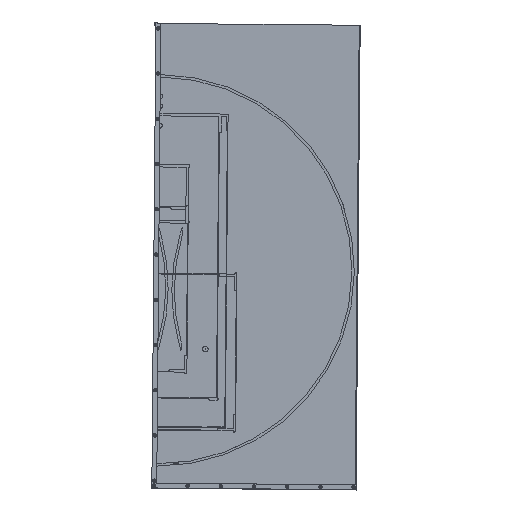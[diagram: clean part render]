
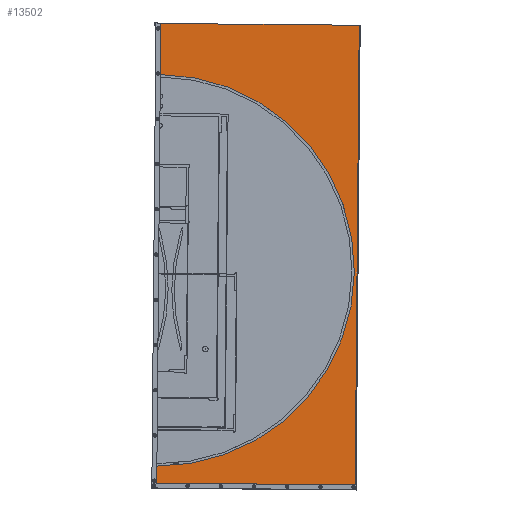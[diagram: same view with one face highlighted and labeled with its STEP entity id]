
A CAD part, top view. The second image highlights one B-rep face of the part: STEP entity #13502.
In plain terms, the highlighted planar face has unit normal (0, 0, 1).
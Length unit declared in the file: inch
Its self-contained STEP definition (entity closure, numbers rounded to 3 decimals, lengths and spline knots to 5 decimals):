
#1579=LINE('',#26536,#2780);
#1583=LINE('',#26544,#2784);
#1586=LINE('',#26550,#2787);
#1589=LINE('',#26556,#2790);
#1593=LINE('',#26567,#2794);
#2780=VECTOR('',#19236,0.3937);
#2784=VECTOR('',#19242,0.3937);
#2787=VECTOR('',#19247,0.3937);
#2790=VECTOR('',#19252,0.3937);
#2794=VECTOR('',#19264,0.3937);
#4057=FACE_OUTER_BOUND('',#4994,.T.);
#4994=EDGE_LOOP('',(#12359,#12360,#12361,#12362,#12363,#12364));
#5516=CIRCLE('',#15214,40.25);
#6752=VERTEX_POINT('',#26534);
#6753=VERTEX_POINT('',#26535);
#6756=VERTEX_POINT('',#26543);
#6758=VERTEX_POINT('',#26549);
#6760=VERTEX_POINT('',#26555);
#6762=VERTEX_POINT('',#26561);
#8615=EDGE_CURVE('',#6752,#6753,#1579,.T.);
#8619=EDGE_CURVE('',#6756,#6752,#1583,.T.);
#8622=EDGE_CURVE('',#6758,#6756,#1586,.T.);
#8625=EDGE_CURVE('',#6760,#6758,#1589,.T.);
#8628=EDGE_CURVE('',#6762,#6760,#5516,.T.);
#8631=EDGE_CURVE('',#6753,#6762,#1593,.T.);
#12359=ORIENTED_EDGE('',*,*,#8631,.F.);
#12360=ORIENTED_EDGE('',*,*,#8615,.F.);
#12361=ORIENTED_EDGE('',*,*,#8619,.F.);
#12362=ORIENTED_EDGE('',*,*,#8622,.F.);
#12363=ORIENTED_EDGE('',*,*,#8625,.F.);
#12364=ORIENTED_EDGE('',*,*,#8628,.F.);
#12769=PLANE('',#15217);
#13502=ADVANCED_FACE('',(#4057),#12769,.T.);
#15214=AXIS2_PLACEMENT_3D('',#26562,#19257,#19258);
#15217=AXIS2_PLACEMENT_3D('',#26569,#19266,#19267);
#19236=DIRECTION('',(-1.,0.009,0.));
#19242=DIRECTION('',(-0.009,-1.,0.));
#19247=DIRECTION('',(1.,-0.009,0.));
#19252=DIRECTION('',(0.009,1.,0.));
#19257=DIRECTION('center_axis',(0.,0.,
1.));
#19258=DIRECTION('ref_axis',(-0.009,-1.,0.));
#19264=DIRECTION('',(0.009,1.,0.));
#19266=DIRECTION('center_axis',(0.,0.,
1.));
#19267=DIRECTION('ref_axis',(-1.,0.009,0.));
#26534=CARTESIAN_POINT('',(82.39205,36.6568,21.70433));
#26535=CARTESIAN_POINT('',(41.59363,37.01627,21.70433));
#26536=CARTESIAN_POINT('',(82.39205,36.6568,21.70433));
#26543=CARTESIAN_POINT('',(83.22466,131.15313,21.70433));
#26544=CARTESIAN_POINT('',(83.22466,131.15313,21.70433));
#26549=CARTESIAN_POINT('',(42.42624,131.5126,21.70433));
#26550=CARTESIAN_POINT('',(42.42624,131.5126,21.70433));
#26555=CARTESIAN_POINT('',(42.33373,121.01301,21.70433));
#26556=CARTESIAN_POINT('',(41.59363,37.01627,21.70433));
#26561=CARTESIAN_POINT('',(41.62447,40.51614,21.70433));
#26562=CARTESIAN_POINT('Origin',(41.9791,80.76457,21.70433));
#26567=CARTESIAN_POINT('',(41.59363,37.01627,21.70433));
#26569=CARTESIAN_POINT('Origin',(62.40914,84.0847,21.70433));
